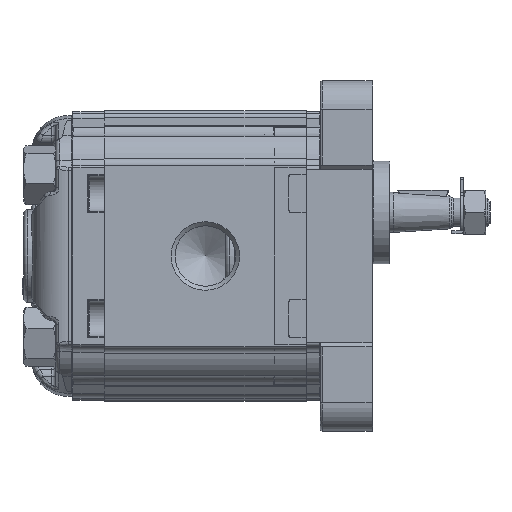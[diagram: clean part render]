
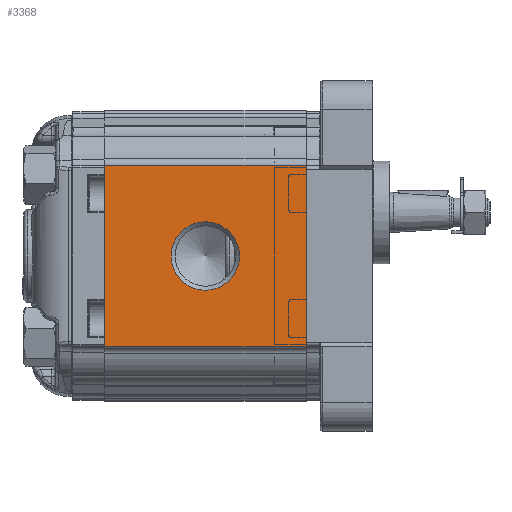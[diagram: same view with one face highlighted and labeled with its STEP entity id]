
A CAD part, left-side view. The second image highlights one B-rep face of the part: STEP entity #3368.
In plain terms, the highlighted planar face has unit normal (-1, 0, 0).
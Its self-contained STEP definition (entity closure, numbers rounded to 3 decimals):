
#3368 = ADVANCED_FACE( '', ( #8130, #8131 ), #8132, .T. );
#8130 = FACE_BOUND( '', #15434, .T. );
#8131 = FACE_OUTER_BOUND( '', #15435, .T. );
#8132 = PLANE( '', #15436 );
#15434 = EDGE_LOOP( '', ( #27602 ) );
#15435 = EDGE_LOOP( '', ( #27603, #27604, #27605, #27606 ) );
#15436 = AXIS2_PLACEMENT_3D( '', #27607, #27608, #27609 );
#27602 = ORIENTED_EDGE( '', *, *, #42751, .F. );
#27603 = ORIENTED_EDGE( '', *, *, #42752, .T. );
#27604 = ORIENTED_EDGE( '', *, *, #42753, .T. );
#27605 = ORIENTED_EDGE( '', *, *, #42652, .T. );
#27606 = ORIENTED_EDGE( '', *, *, #42754, .F. );
#27607 = CARTESIAN_POINT( '', ( -33., 127.919, 48.138 ) );
#27608 = DIRECTION( '', ( -1., 0., 0. ) );
#27609 = DIRECTION( '', ( 0., 0., 1. ) );
#42652 = EDGE_CURVE( '', #51711, #51712, #51713, .F. );
#42751 = EDGE_CURVE( '', #51848, #51848, #51849, .F. );
#42752 = EDGE_CURVE( '', #51850, #51851, #51852, .T. );
#42753 = EDGE_CURVE( '', #51851, #51711, #51853, .T. );
#42754 = EDGE_CURVE( '', #51850, #51712, #51854, .T. );
#51711 = VERTEX_POINT( '', #66616 );
#51712 = VERTEX_POINT( '', #66617 );
#51713 = LINE( '', #66618, #66619 );
#51848 = VERTEX_POINT( '', #66851 );
#51849 = CIRCLE( '', #66852, 8.475 );
#51850 = VERTEX_POINT( '', #66853 );
#51851 = VERTEX_POINT( '', #66854 );
#51852 = LINE( '', #66855, #66856 );
#51853 = LINE( '', #66857, #66858 );
#51854 = LINE( '', #66859, #66860 );
#66616 = CARTESIAN_POINT( '', ( -33., 0., 22.5 ) );
#66617 = CARTESIAN_POINT( '', ( -33., 50., 22.5 ) );
#66618 = CARTESIAN_POINT( '', ( -33., 50., 22.5 ) );
#66619 = VECTOR( '', #79611, 1000. );
#66851 = CARTESIAN_POINT( '', ( -33., 25., -8.475 ) );
#66852 = AXIS2_PLACEMENT_3D( '', #79712, #79713, #79714 );
#66853 = CARTESIAN_POINT( '', ( -33., 50., -22.5 ) );
#66854 = CARTESIAN_POINT( '', ( -33., 0., -22.5 ) );
#66855 = CARTESIAN_POINT( '', ( -33., 50., -22.5 ) );
#66856 = VECTOR( '', #79715, 1000. );
#66857 = CARTESIAN_POINT( '', ( -33., 0., -21.711 ) );
#66858 = VECTOR( '', #79716, 1000. );
#66859 = CARTESIAN_POINT( '', ( -33., 50., -21.711 ) );
#66860 = VECTOR( '', #79717, 1000. );
#79611 = DIRECTION( '', ( 0., -1., 0. ) );
#79712 = CARTESIAN_POINT( '', ( -33., 25., 0. ) );
#79713 = DIRECTION( '', ( 1., 0., 0. ) );
#79714 = DIRECTION( '', ( 0., 0., -1. ) );
#79715 = DIRECTION( '', ( 0., -1., 0. ) );
#79716 = DIRECTION( '', ( 0., 0., 1. ) );
#79717 = DIRECTION( '', ( 0., 0., 1. ) );
